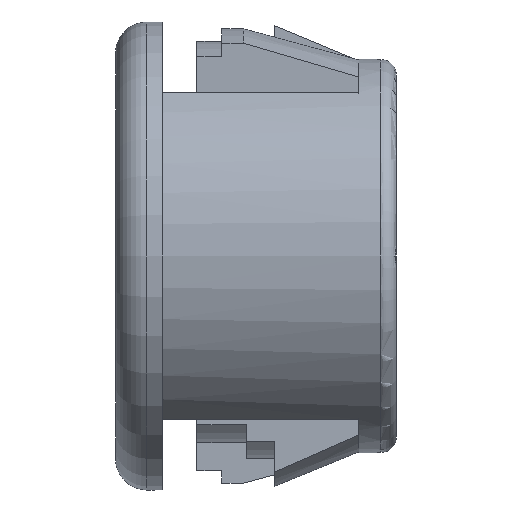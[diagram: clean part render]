
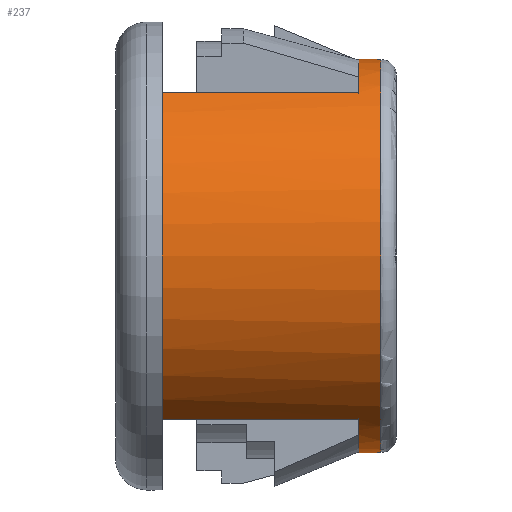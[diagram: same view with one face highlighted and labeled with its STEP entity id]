
A CAD part, left-side view. The second image highlights one B-rep face of the part: STEP entity #237.
In plain terms, the highlighted cylindrical face has radius 6.3 mm (diameter 12.6 mm), a partial arc.
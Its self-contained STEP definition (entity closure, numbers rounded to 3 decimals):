
#31 = CIRCLE ( 'NONE', #2014, 6.3 ) ;
#41 = CIRCLE ( 'NONE', #1976, 6.3 ) ;
#45 = CIRCLE ( 'NONE', #1998, 6.3 ) ;
#52 = CIRCLE ( 'NONE', #1990, 6.3 ) ;
#54 = CIRCLE ( 'NONE', #1979, 6.3 ) ;
#59 = CIRCLE ( 'NONE', #1981, 6.3 ) ;
#66 = CIRCLE ( 'NONE', #1980, 6.3 ) ;
#157 = EDGE_CURVE ( 'NONE', #1531, #1563, #41, .T. ) ;
#158 = EDGE_CURVE ( 'NONE', #1564, #1531, #59, .T. ) ;
#159 = EDGE_CURVE ( 'NONE', #1565, #1564, #934, .T. ) ;
#160 = EDGE_CURVE ( 'NONE', #1555, #1541, #1032, .T. ) ;
#161 = EDGE_CURVE ( 'NONE', #1555, #1529, #66, .T. ) ;
#162 = EDGE_CURVE ( 'NONE', #1598, #1588, #54, .T. ) ;
#168 = EDGE_CURVE ( 'NONE', #1565, #1541, #52, .T. ) ;
#178 = EDGE_CURVE ( 'NONE', #1563, #1594, #45, .T. ) ;
#194 = EDGE_CURVE ( 'NONE', #1529, #1544, #31, .T. ) ;
#205 = EDGE_CURVE ( 'NONE', #1610, #1544, #354, .T. ) ;
#237 = ADVANCED_FACE ( 'NONE', ( #2071 ), #2074, .T. ) ;
#290 = EDGE_CURVE ( 'NONE', #1588, #1610, #895, .T. ) ;
#293 = EDGE_CURVE ( 'NONE', #1598, #1594, #1177, .T. ) ;
#354 = CIRCLE ( 'NONE', #2020, 6.3 ) ;
#550 = CARTESIAN_POINT ( 'NONE',  ( 0., 22.932, -6.3 ) ) ;
#594 = DIRECTION ( 'NONE',  ( 0., 1., 0. ) ) ;
#678 = CARTESIAN_POINT ( 'NONE',  ( -3.5, -6.3, 5.238 ) ) ;
#708 = CARTESIAN_POINT ( 'NONE',  ( 0., -6.3, 6.3 ) ) ;
#718 = CARTESIAN_POINT ( 'NONE',  ( 0., -7., -6.3 ) ) ;
#795 = CARTESIAN_POINT ( 'NONE',  ( 0., -6.3, 0. ) ) ;
#895 = LINE ( 'NONE', #1045, #2143 ) ;
#899 = CARTESIAN_POINT ( 'NONE',  ( 0., -7., 6.3 ) ) ;
#906 = DIRECTION ( 'NONE',  ( 0., -1., 0. ) ) ;
#913 = CARTESIAN_POINT ( 'NONE',  ( -0.5, -6.3, 6.28 ) ) ;
#934 = LINE ( 'NONE', #938, #1982 ) ;
#938 = CARTESIAN_POINT ( 'NONE',  ( -3.5, 22.932, -5.238 ) ) ;
#959 = CARTESIAN_POINT ( 'NONE',  ( 0., -6.3, -6.3 ) ) ;
#976 = DIRECTION ( 'NONE',  ( 0., 0., -1. ) ) ;
#978 = DIRECTION ( 'NONE',  ( 0., -1., 0. ) ) ;
#992 = CARTESIAN_POINT ( 'NONE',  ( -3.5, 0., -5.238 ) ) ;
#999 = DIRECTION ( 'NONE',  ( 0., 1., 0. ) ) ;
#1009 = CARTESIAN_POINT ( 'NONE',  ( 0., -6.3, 0. ) ) ;
#1011 = CARTESIAN_POINT ( 'NONE',  ( 0., -6.3, 0. ) ) ;
#1028 = DIRECTION ( 'NONE',  ( 0., 0., -1. ) ) ;
#1030 = DIRECTION ( 'NONE',  ( 0., -1., 0. ) ) ;
#1032 = LINE ( 'NONE', #1351, #1984 ) ;
#1034 = DIRECTION ( 'NONE',  ( 0., -1., 0. ) ) ;
#1045 = CARTESIAN_POINT ( 'NONE',  ( 0., 22.932, 6.3 ) ) ;
#1050 = CARTESIAN_POINT ( 'NONE',  ( -0.5, -6.3, -6.28 ) ) ;
#1056 = CARTESIAN_POINT ( 'NONE',  ( -3.5, -6.3, -5.238 ) ) ;
#1063 = CARTESIAN_POINT ( 'NONE',  ( 0., 22.932, 0. ) ) ;
#1115 = DIRECTION ( 'NONE',  ( 0., 1., 0. ) ) ;
#1117 = DIRECTION ( 'NONE',  ( 0., 0., 1. ) ) ;
#1120 = CARTESIAN_POINT ( 'NONE',  ( 0., -6.3, 0. ) ) ;
#1124 = CARTESIAN_POINT ( 'NONE',  ( 0., -7., 0. ) ) ;
#1138 = DIRECTION ( 'NONE',  ( 0., 1., 0. ) ) ;
#1140 = DIRECTION ( 'NONE',  ( 0., 0., 1. ) ) ;
#1144 = DIRECTION ( 'NONE',  ( 0., -1., 0. ) ) ;
#1150 = DIRECTION ( 'NONE',  ( 0., 1., 0. ) ) ;
#1152 = DIRECTION ( 'NONE',  ( 0., 0., 1. ) ) ;
#1154 = DIRECTION ( 'NONE',  ( 0., 0., 1. ) ) ;
#1177 = LINE ( 'NONE', #550, #2146 ) ;
#1207 = CARTESIAN_POINT ( 'NONE',  ( -2.6, -6.3, 5.738 ) ) ;
#1211 = CARTESIAN_POINT ( 'NONE',  ( -2.6, -6.3, -5.738 ) ) ;
#1269 = CARTESIAN_POINT ( 'NONE',  ( 0., -6.3, 0. ) ) ;
#1288 = DIRECTION ( 'NONE',  ( 0., 1., 0. ) ) ;
#1294 = DIRECTION ( 'NONE',  ( 0., 1., 0. ) ) ;
#1304 = CARTESIAN_POINT ( 'NONE',  ( -3.5, 0., 5.238 ) ) ;
#1317 = DIRECTION ( 'NONE',  ( 0., 0., -1. ) ) ;
#1323 = CARTESIAN_POINT ( 'NONE',  ( 0., -6.3, 0. ) ) ;
#1351 = CARTESIAN_POINT ( 'NONE',  ( -3.5, 22.932, 5.238 ) ) ;
#1359 = DIRECTION ( 'NONE',  ( 0., 1., 0. ) ) ;
#1364 = DIRECTION ( 'NONE',  ( 0., 0., 1. ) ) ;
#1393 = DIRECTION ( 'NONE',  ( 0., 0., -1. ) ) ;
#1453 = CARTESIAN_POINT ( 'NONE',  ( 0., 0., 0. ) ) ;
#1529 = VERTEX_POINT ( 'NONE', #1207 ) ;
#1531 = VERTEX_POINT ( 'NONE', #1211 ) ;
#1541 = VERTEX_POINT ( 'NONE', #1304 ) ;
#1544 = VERTEX_POINT ( 'NONE', #913 ) ;
#1555 = VERTEX_POINT ( 'NONE', #678 ) ;
#1563 = VERTEX_POINT ( 'NONE', #1050 ) ;
#1564 = VERTEX_POINT ( 'NONE', #1056 ) ;
#1565 = VERTEX_POINT ( 'NONE', #992 ) ;
#1588 = VERTEX_POINT ( 'NONE', #899 ) ;
#1594 = VERTEX_POINT ( 'NONE', #959 ) ;
#1598 = VERTEX_POINT ( 'NONE', #718 ) ;
#1610 = VERTEX_POINT ( 'NONE', #708 ) ;
#1730 = ORIENTED_EDGE ( 'NONE', *, *, #290, .T. ) ;
#1733 = ORIENTED_EDGE ( 'NONE', *, *, #293, .F. ) ;
#1734 = ORIENTED_EDGE ( 'NONE', *, *, #162, .T. ) ;
#1735 = ORIENTED_EDGE ( 'NONE', *, *, #194, .F. ) ;
#1736 = ORIENTED_EDGE ( 'NONE', *, *, #205, .T. ) ;
#1737 = ORIENTED_EDGE ( 'NONE', *, *, #161, .F. ) ;
#1738 = ORIENTED_EDGE ( 'NONE', *, *, #168, .F. ) ;
#1739 = ORIENTED_EDGE ( 'NONE', *, *, #160, .T. ) ;
#1740 = ORIENTED_EDGE ( 'NONE', *, *, #159, .T. ) ;
#1741 = ORIENTED_EDGE ( 'NONE', *, *, #157, .T. ) ;
#1742 = ORIENTED_EDGE ( 'NONE', *, *, #158, .T. ) ;
#1743 = ORIENTED_EDGE ( 'NONE', *, *, #178, .T. ) ;
#1823 = EDGE_LOOP ( 'NONE', ( #1733, #1734, #1730, #1736, #1735, #1737, #1739, #1738, #1740, #1742, #1741, #1743 ) ) ;
#1976 = AXIS2_PLACEMENT_3D ( 'NONE', #1011, #906, #976 ) ;
#1979 = AXIS2_PLACEMENT_3D ( 'NONE', #1124, #1138, #1140 ) ;
#1980 = AXIS2_PLACEMENT_3D ( 'NONE', #1009, #1115, #1117 ) ;
#1981 = AXIS2_PLACEMENT_3D ( 'NONE', #1323, #1034, #1393 ) ;
#1982 = VECTOR ( 'NONE', #978, 1000. ) ;
#1984 = VECTOR ( 'NONE', #1359, 1000. ) ;
#1990 = AXIS2_PLACEMENT_3D ( 'NONE', #1453, #1150, #1152 ) ;
#1998 = AXIS2_PLACEMENT_3D ( 'NONE', #1120, #1144, #1317 ) ;
#2014 = AXIS2_PLACEMENT_3D ( 'NONE', #795, #999, #1154 ) ;
#2020 = AXIS2_PLACEMENT_3D ( 'NONE', #1269, #1030, #1028 ) ;
#2071 = FACE_OUTER_BOUND ( 'NONE', #1823, .T. ) ;
#2074 = CYLINDRICAL_SURFACE ( 'NONE', #2075, 6.3 ) ;
#2075 = AXIS2_PLACEMENT_3D ( 'NONE', #1063, #1288, #1364 ) ;
#2143 = VECTOR ( 'NONE', #1294, 1000. ) ;
#2146 = VECTOR ( 'NONE', #594, 1000. ) ;
